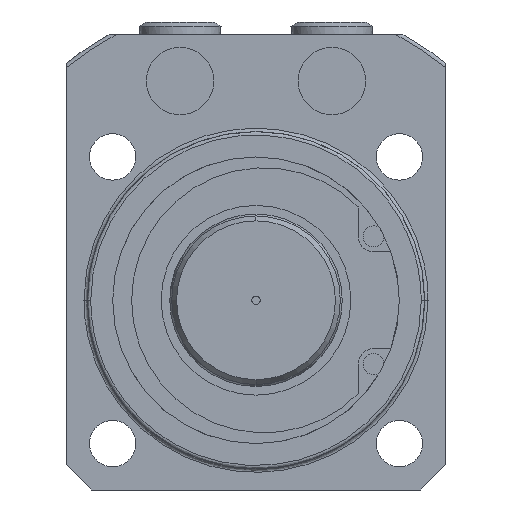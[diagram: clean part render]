
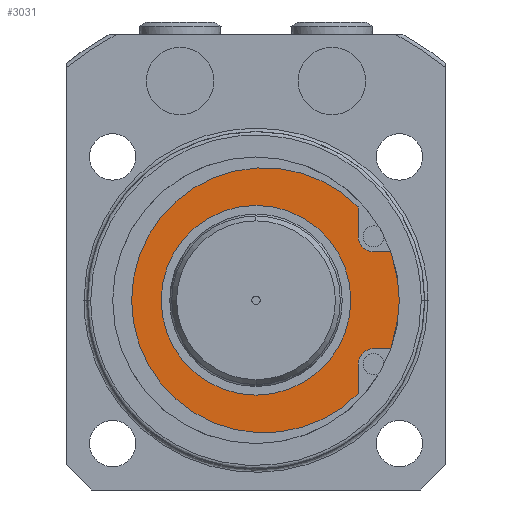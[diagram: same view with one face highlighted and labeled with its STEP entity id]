
A CAD part, front view. The second image highlights one B-rep face of the part: STEP entity #3031.
In plain terms, the highlighted planar face has unit normal (0, -1, 0).
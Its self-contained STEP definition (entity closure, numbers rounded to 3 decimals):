
#380 = AXIS2_PLACEMENT_3D ( 'NONE', #2293, #2294, #2295 ) ;
#538 = FACE_OUTER_BOUND ( 'NONE', #11048, .T. ) ;
#547 = FACE_BOUND ( 'NONE', #10989, .T. ) ;
#1091 = EDGE_CURVE ( 'NONE', #11587, #11586, #5965, .T. ) ;
#1101 = EDGE_CURVE ( 'NONE', #11588, #11585, #5916, .T. ) ;
#1182 = EDGE_CURVE ( 'NONE', #11647, #11671, #5919, .T. ) ;
#1691 = CARTESIAN_POINT ( 'NONE',  ( 12.121, -75.1, 7.57 ) ) ;
#1693 = CARTESIAN_POINT ( 'NONE',  ( 15.998, -75.1, 5.75 ) ) ;
#1695 = CARTESIAN_POINT ( 'NONE',  ( 12.121, -75.1, -7.57 ) ) ;
#1696 = CARTESIAN_POINT ( 'NONE',  ( 13.941, -75.1, 5.75 ) ) ;
#1698 = CARTESIAN_POINT ( 'NONE',  ( 12.121, -75.1, -11.063 ) ) ;
#1722 = CARTESIAN_POINT ( 'NONE',  ( 13.941, -75.1, -5.75 ) ) ;
#1772 = CARTESIAN_POINT ( 'NONE',  ( 11.25, -75.1, 0. ) ) ;
#1773 = CARTESIAN_POINT ( 'NONE',  ( -14.75, -75.1, 0. ) ) ;
#1774 = CARTESIAN_POINT ( 'NONE',  ( 12.121, -75.1, 11.063 ) ) ;
#1775 = CARTESIAN_POINT ( 'NONE',  ( -11.25, -75.1, 0. ) ) ;
#1834 = CARTESIAN_POINT ( 'NONE',  ( 15.998, -75.1, -5.75 ) ) ;
#1858 = CARTESIAN_POINT ( 'NONE',  ( 17., -75.1, 0. ) ) ;
#2293 = CARTESIAN_POINT ( 'NONE',  ( 0., -75.1, 0. ) ) ;
#2294 = DIRECTION ( 'NONE',  ( 0., -1., 0. ) ) ;
#2295 = DIRECTION ( 'NONE',  ( 1., 0., 0. ) ) ;
#2411 = AXIS2_PLACEMENT_3D ( 'NONE', #3724, #3725, #3726 ) ;
#2413 = AXIS2_PLACEMENT_3D ( 'NONE', #3736, #3737, #3738 ) ;
#2415 = AXIS2_PLACEMENT_3D ( 'NONE', #3751, #3752, #3753 ) ;
#2417 = AXIS2_PLACEMENT_3D ( 'NONE', #3766, #3767, #3768 ) ;
#3031 = ADVANCED_FACE ( 'NONE', ( #538, #547 ), #7556, .T. ) ;
#3718 = CARTESIAN_POINT ( 'NONE',  ( -17., -75.1, -5.75 ) ) ;
#3719 = DIRECTION ( 'NONE',  ( 1., 0., 0. ) ) ;
#3724 = CARTESIAN_POINT ( 'NONE',  ( 0., -75.1, 0. ) ) ;
#3725 = DIRECTION ( 'NONE',  ( 0., 1., 0. ) ) ;
#3726 = DIRECTION ( 'NONE',  ( 1., 0., 0. ) ) ;
#3736 = CARTESIAN_POINT ( 'NONE',  ( 13.941, -75.1, -7.57 ) ) ;
#3737 = DIRECTION ( 'NONE',  ( 0., 1., 0. ) ) ;
#3738 = DIRECTION ( 'NONE',  ( -1., 0., 0. ) ) ;
#3742 = CARTESIAN_POINT ( 'NONE',  ( 12.121, -75.1, 0. ) ) ;
#3743 = DIRECTION ( 'NONE',  ( 0., 0., 1. ) ) ;
#3751 = CARTESIAN_POINT ( 'NONE',  ( 0.962, -75.1, 0. ) ) ;
#3752 = DIRECTION ( 'NONE',  ( 0., -1., 0. ) ) ;
#3753 = DIRECTION ( 'NONE',  ( -1., 0., 0. ) ) ;
#3758 = CARTESIAN_POINT ( 'NONE',  ( 12.121, -75.1, 0. ) ) ;
#3759 = DIRECTION ( 'NONE',  ( 0., 0., 1. ) ) ;
#3766 = CARTESIAN_POINT ( 'NONE',  ( 13.941, -75.1, 7.57 ) ) ;
#3767 = DIRECTION ( 'NONE',  ( 0., 1., 0. ) ) ;
#3768 = DIRECTION ( 'NONE',  ( -1., 0., 0. ) ) ;
#3772 = CARTESIAN_POINT ( 'NONE',  ( -17., -75.1, 5.75 ) ) ;
#3773 = DIRECTION ( 'NONE',  ( -1., 0., 0. ) ) ;
#5398 = DIRECTION ( 'NONE',  ( 1., 0., 0. ) ) ;
#5399 = DIRECTION ( 'NONE',  ( 0., 1., 0. ) ) ;
#5400 = CARTESIAN_POINT ( 'NONE',  ( 0., -75.1, 0. ) ) ;
#5458 = DIRECTION ( 'NONE',  ( -1., 0., 0. ) ) ;
#5459 = DIRECTION ( 'NONE',  ( 0., -1., 0. ) ) ;
#5460 = CARTESIAN_POINT ( 'NONE',  ( 0.962, -75.1, 0. ) ) ;
#5916 = CIRCLE ( 'NONE', #13989, 11.25 ) ;
#5919 = CIRCLE ( 'NONE', #14025, 17. ) ;
#5965 = CIRCLE ( 'NONE', #13983, 15.713 ) ;
#7553 = DIRECTION ( 'NONE',  ( 1., 0., 0. ) ) ;
#7554 = DIRECTION ( 'NONE',  ( 0., -1., 0. ) ) ;
#7556 = PLANE ( 'NONE',  #14118 ) ;
#7559 = CARTESIAN_POINT ( 'NONE',  ( -17., -75.1, 0. ) ) ;
#10201 = DIRECTION ( 'NONE',  ( 1., 0., 0. ) ) ;
#10202 = DIRECTION ( 'NONE',  ( 0., -1., 0. ) ) ;
#10203 = CARTESIAN_POINT ( 'NONE',  ( 0., -75.1, 0. ) ) ;
#10533 = VECTOR ( 'NONE', #3773, 1000. ) ;
#10536 = LINE ( 'NONE', #3772, #10533 ) ;
#10543 = CIRCLE ( 'NONE', #2417, 1.82 ) ;
#10545 = VECTOR ( 'NONE', #3759, 1000. ) ;
#10548 = LINE ( 'NONE', #3758, #10545 ) ;
#10554 = CIRCLE ( 'NONE', #2415, 15.713 ) ;
#10555 = VECTOR ( 'NONE', #3743, 1000. ) ;
#10558 = LINE ( 'NONE', #3742, #10555 ) ;
#10564 = CIRCLE ( 'NONE', #2413, 1.82 ) ;
#10569 = VECTOR ( 'NONE', #3719, 1000. ) ;
#10571 = LINE ( 'NONE', #3718, #10569 ) ;
#10572 = CIRCLE ( 'NONE', #2411, 11.25 ) ;
#10619 = CIRCLE ( 'NONE', #380, 17. ) ;
#10989 = EDGE_LOOP ( 'NONE', ( #12422, #12515 ) ) ;
#11048 = EDGE_LOOP ( 'NONE', ( #12145, #12653, #12288, #12150, #12147, #12152, #12153, #12164, #12163, #12174 ) ) ;
#11379 = VERTEX_POINT ( 'NONE', #1691 ) ;
#11383 = VERTEX_POINT ( 'NONE', #1693 ) ;
#11387 = VERTEX_POINT ( 'NONE', #1695 ) ;
#11389 = VERTEX_POINT ( 'NONE', #1696 ) ;
#11393 = VERTEX_POINT ( 'NONE', #1698 ) ;
#11445 = VERTEX_POINT ( 'NONE', #1722 ) ;
#11585 = VERTEX_POINT ( 'NONE', #1772 ) ;
#11586 = VERTEX_POINT ( 'NONE', #1773 ) ;
#11587 = VERTEX_POINT ( 'NONE', #1774 ) ;
#11588 = VERTEX_POINT ( 'NONE', #1775 ) ;
#11647 = VERTEX_POINT ( 'NONE', #1834 ) ;
#11671 = VERTEX_POINT ( 'NONE', #1858 ) ;
#11897 = EDGE_CURVE ( 'NONE', #11671, #11383, #10619, .T. ) ;
#11945 = EDGE_CURVE ( 'NONE', #11585, #11588, #10572, .T. ) ;
#11946 = EDGE_CURVE ( 'NONE', #11445, #11647, #10571, .T. ) ;
#11950 = EDGE_CURVE ( 'NONE', #11387, #11445, #10564, .T. ) ;
#11954 = EDGE_CURVE ( 'NONE', #11393, #11387, #10558, .T. ) ;
#11956 = EDGE_CURVE ( 'NONE', #11586, #11393, #10554, .T. ) ;
#11960 = EDGE_CURVE ( 'NONE', #11379, #11587, #10548, .T. ) ;
#11963 = EDGE_CURVE ( 'NONE', #11389, #11379, #10543, .T. ) ;
#11967 = EDGE_CURVE ( 'NONE', #11383, #11389, #10536, .T. ) ;
#12145 = ORIENTED_EDGE ( 'NONE', *, *, #1182, .T. ) ;
#12147 = ORIENTED_EDGE ( 'NONE', *, *, #11960, .T. ) ;
#12150 = ORIENTED_EDGE ( 'NONE', *, *, #11963, .T. ) ;
#12152 = ORIENTED_EDGE ( 'NONE', *, *, #1091, .T. ) ;
#12153 = ORIENTED_EDGE ( 'NONE', *, *, #11956, .T. ) ;
#12163 = ORIENTED_EDGE ( 'NONE', *, *, #11950, .T. ) ;
#12164 = ORIENTED_EDGE ( 'NONE', *, *, #11954, .T. ) ;
#12174 = ORIENTED_EDGE ( 'NONE', *, *, #11946, .T. ) ;
#12288 = ORIENTED_EDGE ( 'NONE', *, *, #11967, .T. ) ;
#12422 = ORIENTED_EDGE ( 'NONE', *, *, #11945, .T. ) ;
#12515 = ORIENTED_EDGE ( 'NONE', *, *, #1101, .T. ) ;
#12653 = ORIENTED_EDGE ( 'NONE', *, *, #11897, .T. ) ;
#13983 = AXIS2_PLACEMENT_3D ( 'NONE', #5460, #5459, #5458 ) ;
#13989 = AXIS2_PLACEMENT_3D ( 'NONE', #5400, #5399, #5398 ) ;
#14025 = AXIS2_PLACEMENT_3D ( 'NONE', #10203, #10202, #10201 ) ;
#14118 = AXIS2_PLACEMENT_3D ( 'NONE', #7559, #7554, #7553 ) ;
